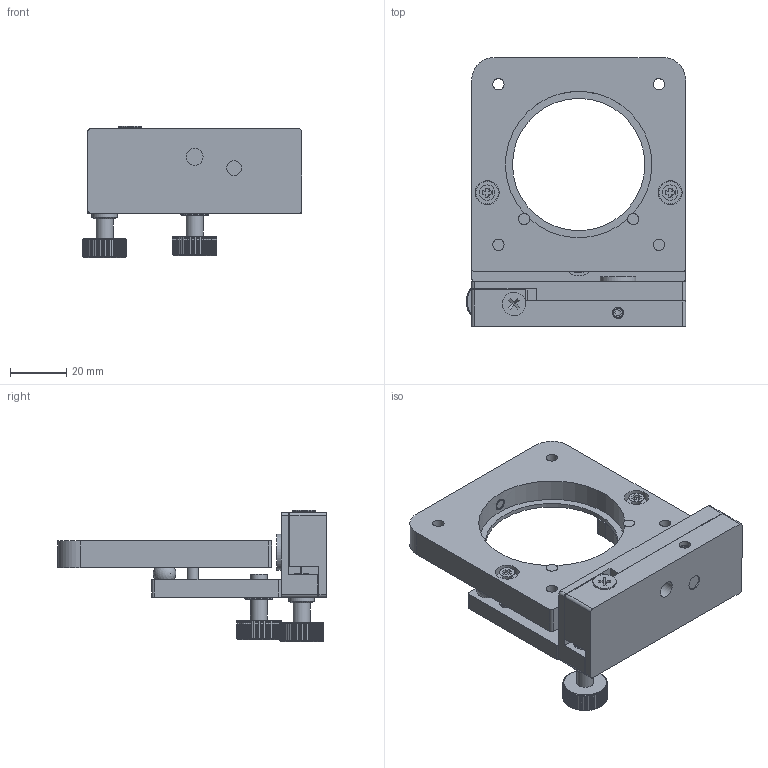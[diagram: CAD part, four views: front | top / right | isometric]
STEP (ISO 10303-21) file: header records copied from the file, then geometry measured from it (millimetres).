
FILE_DESCRIPTION (( 'STEP AP203' ), '1' );
FILE_NAME ('CGM-2.STEP', '2016-11-29T06:23:40', ( '¦K¬P' ), ( '' ), 'SwSTEP 2.0', 'SolidWorks 2012', '' );
FILE_SCHEMA (( 'CONFIG_CONTROL_DESIGN' ));
Length unit declared in the file: millimetre
Products named in the file (1): CGM-2
Bounding box: 77.9 x 95.5 x 46.85 mm (x, y, z)
Surface area: 36162.5 mm2 (no closed solid volume)
Topology: 0 solids, 41 shells, 634 faces, 1833 edges, 1198 vertices
Faces by surface type: plane 373, cylinder 170, cone 88, sphere 2, torus 1
Full cylindrical faces by diameter (mm): 2 x2, 3 x4, 4 x11, 4.166 x1, 5.2 x3, 5.3 x1, 6 x3, 8 x1, 8.4 x1, 8.5 x4, 9 x1, 10 x1, 12.7 x1, 47 x1
Entity records: 21610 total; most frequent: CARTESIAN_POINT 5976, ORIENTED_EDGE 3117, DIRECTION 3022, EDGE_CURVE 1764, VERTEX_POINT 1184, AXIS2_PLACEMENT_3D 1150, EDGE_LOOP 761, LINE 722
